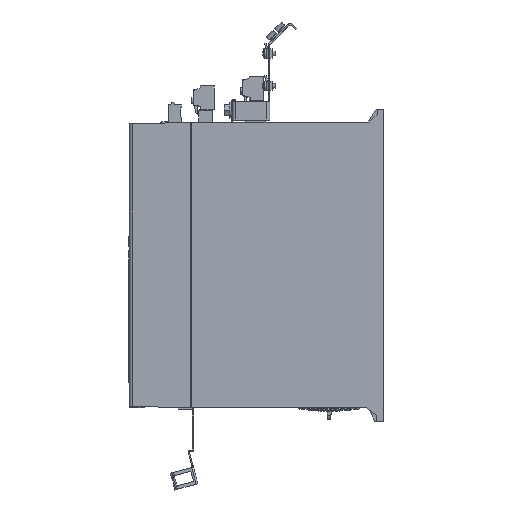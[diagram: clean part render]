
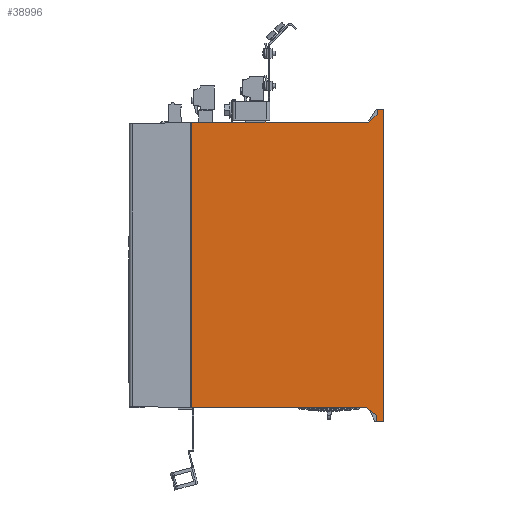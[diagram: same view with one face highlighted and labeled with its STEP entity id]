
A CAD part, left-side view. The second image highlights one B-rep face of the part: STEP entity #38996.
In plain terms, the highlighted planar face has unit normal (-1, 0, 0).
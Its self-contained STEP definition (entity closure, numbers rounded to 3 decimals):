
#531=DIRECTION('',(0.,1.,0.));
#532=VECTOR('',#531,152.7);
#533=CARTESIAN_POINT('',(0.,10.5,123.5));
#534=LINE('',#533,#532);
#1194=DIRECTION('',(0.,-1.,0.));
#1195=VECTOR('',#1194,151.5);
#1196=CARTESIAN_POINT('',(0.,163.2,-123.5));
#1197=LINE('',#1196,#1195);
#3134=DIRECTION('',(0.,0.,1.));
#3135=VECTOR('',#3134,247.);
#3136=CARTESIAN_POINT('',(0.,163.2,-123.5));
#3137=LINE('',#3136,#3135);
#3138=DIRECTION('',(0.,-0.756,0.655));
#3139=VECTOR('',#3138,10.084);
#3140=CARTESIAN_POINT('',(0.,10.5,123.5));
#3141=LINE('',#3140,#3139);
#3142=DIRECTION('',(0.,-0.014,1.));
#3143=VECTOR('',#3142,4.896);
#3144=CARTESIAN_POINT('',(0.,2.88,130.104));
#3145=LINE('',#3144,#3143);
#3146=DIRECTION('',(0.,1.,0.));
#3147=VECTOR('',#3146,6.);
#3148=CARTESIAN_POINT('',(0.,-3.,-135.));
#3149=LINE('',#3148,#3147);
#3150=DIRECTION('',(0.,0.,1.));
#3151=VECTOR('',#3150,5.);
#3152=CARTESIAN_POINT('',(0.,3.,-135.));
#3153=LINE('',#3152,#3151);
#3154=DIRECTION('',(0.,0.801,0.599));
#3155=VECTOR('',#3154,10.86);
#3156=CARTESIAN_POINT('',(0.,3.,-130.));
#3157=LINE('',#3156,#3155);
#3790=DIRECTION('',(0.,0.,1.));
#3791=VECTOR('',#3790,270.);
#3792=CARTESIAN_POINT('',(0.,-3.,-135.));
#3793=LINE('',#3792,#3791);
#4200=DIRECTION('',(0.,1.,0.));
#4201=VECTOR('',#4200,5.811);
#4202=CARTESIAN_POINT('',(0.,-3.,135.));
#4203=LINE('',#4202,#4201);
#27472=CARTESIAN_POINT('',(0.,10.5,123.5));
#27473=VERTEX_POINT('',#27472);
#27474=CARTESIAN_POINT('',(0.,163.2,123.5));
#27475=VERTEX_POINT('',#27474);
#28130=CARTESIAN_POINT('',(0.,163.2,-123.5));
#28131=VERTEX_POINT('',#28130);
#28132=CARTESIAN_POINT('',(0.,11.7,-123.5));
#28133=VERTEX_POINT('',#28132);
#28659=CARTESIAN_POINT('',(0.,2.88,130.104));
#28660=VERTEX_POINT('',#28659);
#28661=CARTESIAN_POINT('',(0.,2.811,135.));
#28662=VERTEX_POINT('',#28661);
#28663=CARTESIAN_POINT('',(0.,-3.,135.));
#28664=VERTEX_POINT('',#28663);
#28665=CARTESIAN_POINT('',(0.,-3.,-135.));
#28666=VERTEX_POINT('',#28665);
#28667=CARTESIAN_POINT('',(0.,3.,-135.));
#28668=VERTEX_POINT('',#28667);
#28669=CARTESIAN_POINT('',(0.,3.,-130.));
#28670=VERTEX_POINT('',#28669);
#38972=CARTESIAN_POINT('',(0.,0.,0.));
#38973=DIRECTION('',(1.,0.,0.));
#38974=DIRECTION('',(0.,-1.,0.));
#38975=AXIS2_PLACEMENT_3D('',#38972,#38973,#38974);
#38976=PLANE('',#38975);
#38977=ORIENTED_EDGE('',*,*,#35985,.F.);
#38978=ORIENTED_EDGE('',*,*,#38959,.T.);
#38979=ORIENTED_EDGE('',*,*,#35147,.F.);
#38981=ORIENTED_EDGE('',*,*,#38980,.T.);
#38983=ORIENTED_EDGE('',*,*,#38982,.T.);
#38985=ORIENTED_EDGE('',*,*,#38984,.F.);
#38987=ORIENTED_EDGE('',*,*,#38986,.F.);
#38989=ORIENTED_EDGE('',*,*,#38988,.T.);
#38991=ORIENTED_EDGE('',*,*,#38990,.T.);
#38993=ORIENTED_EDGE('',*,*,#38992,.T.);
#38994=EDGE_LOOP('',(#38977,#38978,#38979,#38981,#38983,#38985,#38987,#38989,
#38991,#38993));
#38995=FACE_OUTER_BOUND('',#38994,.F.);
#38996=ADVANCED_FACE('',(#38995),#38976,.F.);
#35147=EDGE_CURVE('',#27473,#27475,#534,.T.);
#35985=EDGE_CURVE('',#28131,#28133,#1197,.T.);
#38959=EDGE_CURVE('',#28131,#27475,#3137,.T.);
#38980=EDGE_CURVE('',#27473,#28660,#3141,.T.);
#38982=EDGE_CURVE('',#28660,#28662,#3145,.T.);
#38984=EDGE_CURVE('',#28664,#28662,#4203,.T.);
#38986=EDGE_CURVE('',#28666,#28664,#3793,.T.);
#38988=EDGE_CURVE('',#28666,#28668,#3149,.T.);
#38990=EDGE_CURVE('',#28668,#28670,#3153,.T.);
#38992=EDGE_CURVE('',#28670,#28133,#3157,.T.);
